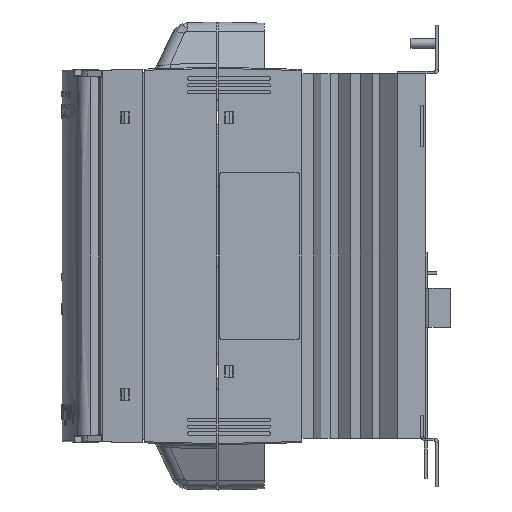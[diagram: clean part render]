
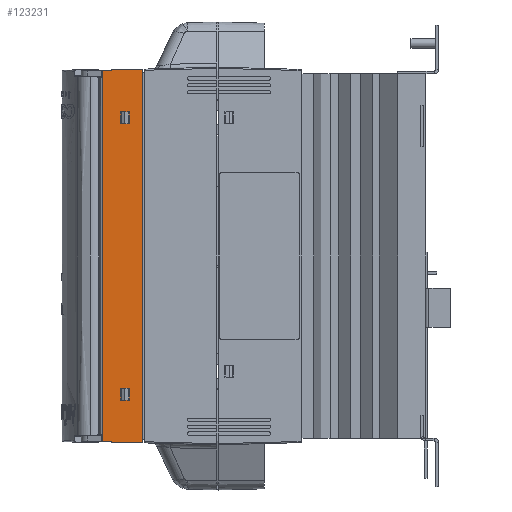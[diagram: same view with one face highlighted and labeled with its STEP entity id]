
A CAD part, left-side view. The second image highlights one B-rep face of the part: STEP entity #123231.
In plain terms, the highlighted planar face has unit normal (-1, 0.026, 0).
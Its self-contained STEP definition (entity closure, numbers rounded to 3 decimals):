
#7518 = FACE_BOUND ( 'NONE', #98368, .T. ) ;
#7522 = FACE_OUTER_BOUND ( 'NONE', #98346, .T. ) ;
#7526 = FACE_BOUND ( 'NONE', #98338, .T. ) ;
#12964 = PLANE ( 'NONE',  #159533 ) ;
#12966 = CARTESIAN_POINT ( 'NONE',  ( -49., 69.6, 81. ) ) ;
#12968 = DIRECTION ( 'NONE',  ( -1., 0.026, 0. ) ) ;
#12971 = DIRECTION ( 'NONE',  ( 0.026, 1., 0. ) ) ;
#13696 = EDGE_CURVE ( 'NONE', #171434, #171480, #87055, .T. ) ;
#13825 = EDGE_CURVE ( 'NONE', #171434, #171551, #87084, .T. ) ;
#13856 = EDGE_CURVE ( 'NONE', #171551, #171597, #87126, .T. ) ;
#33251 = ORIENTED_EDGE ( 'NONE', *, *, #175582, .T. ) ;
#33252 = ORIENTED_EDGE ( 'NONE', *, *, #175585, .T. ) ;
#33253 = ORIENTED_EDGE ( 'NONE', *, *, #175588, .T. ) ;
#33254 = ORIENTED_EDGE ( 'NONE', *, *, #175591, .T. ) ;
#33255 = ORIENTED_EDGE ( 'NONE', *, *, #175595, .T. ) ;
#33256 = ORIENTED_EDGE ( 'NONE', *, *, #175598, .T. ) ;
#33257 = ORIENTED_EDGE ( 'NONE', *, *, #175602, .T. ) ;
#33258 = ORIENTED_EDGE ( 'NONE', *, *, #175605, .T. ) ;
#33259 = ORIENTED_EDGE ( 'NONE', *, *, #13825, .F. ) ;
#33260 = ORIENTED_EDGE ( 'NONE', *, *, #13696, .T. ) ;
#33261 = ORIENTED_EDGE ( 'NONE', *, *, #175608, .T. ) ;
#33262 = ORIENTED_EDGE ( 'NONE', *, *, #13856, .F. ) ;
#39944 = CARTESIAN_POINT ( 'NONE',  ( -48.592, 85.171, 80.592 ) ) ;
#39976 = CARTESIAN_POINT ( 'NONE',  ( -48.592, 85.171, -80.592 ) ) ;
#40026 = CARTESIAN_POINT ( 'NONE',  ( -49.052, 67.6, 81.052 ) ) ;
#40057 = CARTESIAN_POINT ( 'NONE',  ( -49.052, 67.6, -81.052 ) ) ;
#40322 = CARTESIAN_POINT ( 'NONE',  ( -48.895, 73.6, -57.448 ) ) ;
#40356 = CARTESIAN_POINT ( 'NONE',  ( -48.801, 77.2, 57.448 ) ) ;
#40376 = CARTESIAN_POINT ( 'NONE',  ( -48.895, 73.6, -62.552 ) ) ;
#40382 = CARTESIAN_POINT ( 'NONE',  ( -48.801, 77.2, -62.552 ) ) ;
#40384 = CARTESIAN_POINT ( 'NONE',  ( -48.801, 77.2, -57.448 ) ) ;
#40386 = CARTESIAN_POINT ( 'NONE',  ( -48.801, 77.2, 62.552 ) ) ;
#40390 = CARTESIAN_POINT ( 'NONE',  ( -48.895, 73.6, 62.552 ) ) ;
#40392 = CARTESIAN_POINT ( 'NONE',  ( -48.895, 73.6, 57.448 ) ) ;
#45507 = CARTESIAN_POINT ( 'NONE',  ( -48.801, 77.2, 81. ) ) ;
#45851 = CARTESIAN_POINT ( 'NONE',  ( -48.895, 73.6, 81. ) ) ;
#45855 = DIRECTION ( 'NONE',  ( 0., 0., -1. ) ) ;
#45857 = CARTESIAN_POINT ( 'NONE',  ( -49., 69.6, -62.552 ) ) ;
#45860 = DIRECTION ( 'NONE',  ( 0.026, 1., 0. ) ) ;
#45862 = CARTESIAN_POINT ( 'NONE',  ( -49., 69.6, -57.448 ) ) ;
#45866 = DIRECTION ( 'NONE',  ( 0., 0., 1. ) ) ;
#45868 = CARTESIAN_POINT ( 'NONE',  ( -48.801, 77.2, 81. ) ) ;
#45871 = DIRECTION ( 'NONE',  ( -0.026, -1., 0. ) ) ;
#45873 = CARTESIAN_POINT ( 'NONE',  ( -49., 69.6, 62.552 ) ) ;
#45876 = CARTESIAN_POINT ( 'NONE',  ( -48.895, 73.6, 81. ) ) ;
#45880 = DIRECTION ( 'NONE',  ( 0., 0., 1. ) ) ;
#45884 = DIRECTION ( 'NONE',  ( -0.026, -1., 0. ) ) ;
#45886 = CARTESIAN_POINT ( 'NONE',  ( -49., 69.6, 57.448 ) ) ;
#45890 = DIRECTION ( 'NONE',  ( 0., 0., -1. ) ) ;
#45891 = CARTESIAN_POINT ( 'NONE',  ( -48.889, 73.836, -80.889 ) ) ;
#45895 = DIRECTION ( 'NONE',  ( 0.026, 1., 0. ) ) ;
#45901 = DIRECTION ( 'NONE',  ( -0.026, -0.999, -0.026 ) ) ;
#87055 = LINE ( 'NONE', #89972, #87056 ) ;
#87056 = VECTOR ( 'NONE', #89989, 1000. ) ;
#87084 = LINE ( 'NONE', #90657, #87087 ) ;
#87087 = VECTOR ( 'NONE', #90660, 1000. ) ;
#87126 = LINE ( 'NONE', #90703, #87132 ) ;
#87132 = VECTOR ( 'NONE', #90704, 1000. ) ;
#89972 = CARTESIAN_POINT ( 'NONE',  ( -48.592, 85.171, 81. ) ) ;
#89989 = DIRECTION ( 'NONE',  ( 0., 0., -1. ) ) ;
#90657 = CARTESIAN_POINT ( 'NONE',  ( -48.901, 73.392, 80.901 ) ) ;
#90660 = DIRECTION ( 'NONE',  ( -0.026, -0.999, 0.026 ) ) ;
#90703 = CARTESIAN_POINT ( 'NONE',  ( -49.052, 67.6, 81. ) ) ;
#90704 = DIRECTION ( 'NONE',  ( 0., 0., -1. ) ) ;
#98338 = EDGE_LOOP ( 'NONE', ( #33251, #33252, #33253, #33254 ) ) ;
#98346 = EDGE_LOOP ( 'NONE', ( #33259, #33260, #33261, #33262 ) ) ;
#98368 = EDGE_LOOP ( 'NONE', ( #33255, #33256, #33257, #33258 ) ) ;
#123231 = ADVANCED_FACE ( 'NONE', ( #7526, #7518, #7522 ), #12964, .T. ) ;
#155100 = LINE ( 'NONE', #45507, #155132 ) ;
#155111 = VECTOR ( 'NONE', #45880, 1000. ) ;
#155114 = LINE ( 'NONE', #45857, #155127 ) ;
#155122 = LINE ( 'NONE', #45851, #155124 ) ;
#155124 = VECTOR ( 'NONE', #45855, 1000. ) ;
#155127 = VECTOR ( 'NONE', #45860, 1000. ) ;
#155130 = LINE ( 'NONE', #45862, #155135 ) ;
#155132 = VECTOR ( 'NONE', #45866, 1000. ) ;
#155134 = LINE ( 'NONE', #45868, #155111 ) ;
#155135 = VECTOR ( 'NONE', #45871, 1000. ) ;
#155137 = LINE ( 'NONE', #45876, #155150 ) ;
#155142 = LINE ( 'NONE', #45873, #155144 ) ;
#155144 = VECTOR ( 'NONE', #45884, 1000. ) ;
#155147 = LINE ( 'NONE', #45886, #155155 ) ;
#155150 = VECTOR ( 'NONE', #45890, 1000. ) ;
#155153 = LINE ( 'NONE', #45891, #155159 ) ;
#155155 = VECTOR ( 'NONE', #45895, 1000. ) ;
#155159 = VECTOR ( 'NONE', #45901, 1000. ) ;
#159533 = AXIS2_PLACEMENT_3D ( 'NONE', #12966, #12968, #12971 ) ;
#171434 = VERTEX_POINT ( 'NONE', #39944 ) ;
#171480 = VERTEX_POINT ( 'NONE', #39976 ) ;
#171551 = VERTEX_POINT ( 'NONE', #40026 ) ;
#171597 = VERTEX_POINT ( 'NONE', #40057 ) ;
#172155 = VERTEX_POINT ( 'NONE', #40322 ) ;
#172219 = VERTEX_POINT ( 'NONE', #40356 ) ;
#172259 = VERTEX_POINT ( 'NONE', #40376 ) ;
#172268 = VERTEX_POINT ( 'NONE', #40382 ) ;
#172273 = VERTEX_POINT ( 'NONE', #40384 ) ;
#172277 = VERTEX_POINT ( 'NONE', #40386 ) ;
#172285 = VERTEX_POINT ( 'NONE', #40390 ) ;
#172290 = VERTEX_POINT ( 'NONE', #40392 ) ;
#175582 = EDGE_CURVE ( 'NONE', #172155, #172259, #155122, .T. ) ;
#175585 = EDGE_CURVE ( 'NONE', #172259, #172268, #155114, .T. ) ;
#175588 = EDGE_CURVE ( 'NONE', #172268, #172273, #155100, .T. ) ;
#175591 = EDGE_CURVE ( 'NONE', #172273, #172155, #155130, .T. ) ;
#175595 = EDGE_CURVE ( 'NONE', #172219, #172277, #155134, .T. ) ;
#175598 = EDGE_CURVE ( 'NONE', #172277, #172285, #155142, .T. ) ;
#175602 = EDGE_CURVE ( 'NONE', #172285, #172290, #155137, .T. ) ;
#175605 = EDGE_CURVE ( 'NONE', #172290, #172219, #155147, .T. ) ;
#175608 = EDGE_CURVE ( 'NONE', #171480, #171597, #155153, .T. ) ;
